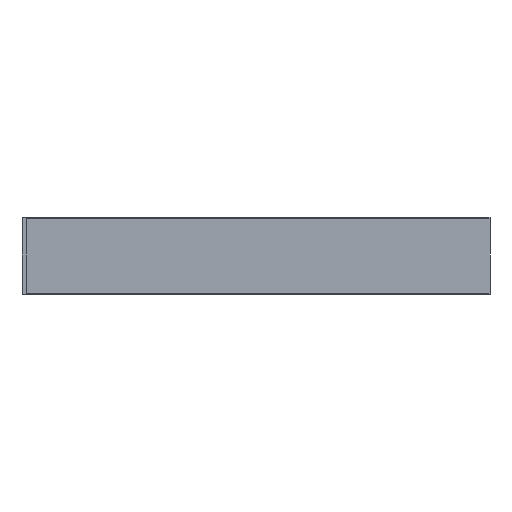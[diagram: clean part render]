
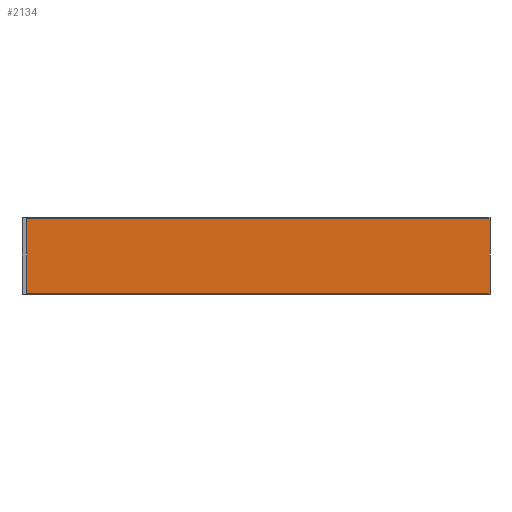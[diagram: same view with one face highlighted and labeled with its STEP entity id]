
A CAD part, top view. The second image highlights one B-rep face of the part: STEP entity #2134.
In plain terms, the highlighted planar face has unit normal (0, 0, 1).
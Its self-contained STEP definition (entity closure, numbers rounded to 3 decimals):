
#61=PLANE('',#2251);
#117=FACE_OUTER_BOUND('',#230,.T.);
#230=EDGE_LOOP('',(#1475,#1476,#1477,#1478));
#462=LINE('',#3175,#678);
#466=LINE('',#3185,#682);
#467=LINE('',#3187,#683);
#468=LINE('',#3188,#684);
#678=VECTOR('',#2488,1.);
#682=VECTOR('',#2498,1.);
#683=VECTOR('',#2499,1.);
#684=VECTOR('',#2500,1.);
#895=VERTEX_POINT('',#3172);
#896=VERTEX_POINT('',#3174);
#899=VERTEX_POINT('',#3184);
#900=VERTEX_POINT('',#3186);
#1130=EDGE_CURVE('',#895,#896,#462,.T.);
#1135=EDGE_CURVE('',#899,#895,#466,.F.);
#1136=EDGE_CURVE('',#899,#900,#467,.T.);
#1137=EDGE_CURVE('',#900,#896,#468,.T.);
#1475=ORIENTED_EDGE('',*,*,#1135,.F.);
#1476=ORIENTED_EDGE('',*,*,#1136,.T.);
#1477=ORIENTED_EDGE('',*,*,#1137,.T.);
#1478=ORIENTED_EDGE('',*,*,#1130,.F.);
#2134=ADVANCED_FACE('',(#117),#61,.T.);
#2251=AXIS2_PLACEMENT_3D('',#3183,#2496,#2497);
#2488=DIRECTION('',(0.,1.,0.));
#2496=DIRECTION('center_axis',(0.,0.,1.));
#2497=DIRECTION('ref_axis',(1.,0.,0.));
#2498=DIRECTION('',(1.,0.,0.));
#2499=DIRECTION('',(0.,1.,0.));
#2500=DIRECTION('',(-1.,0.,0.));
#3172=CARTESIAN_POINT('',(74.422,50.873,-37.6));
#3174=CARTESIAN_POINT('',(74.422,545.073,-37.6));
#3175=CARTESIAN_POINT('',(74.422,297.973,-37.6));
#3183=CARTESIAN_POINT('Origin',(1558.432,297.973,-37.6));
#3184=CARTESIAN_POINT('',(3073.432,50.873,-37.6));
#3185=CARTESIAN_POINT('',(74.427,50.873,-37.6));
#3186=CARTESIAN_POINT('',(3073.432,545.073,-37.6));
#3187=CARTESIAN_POINT('',(3073.432,297.973,-37.6));
#3188=CARTESIAN_POINT('',(74.427,545.073,-37.6));
